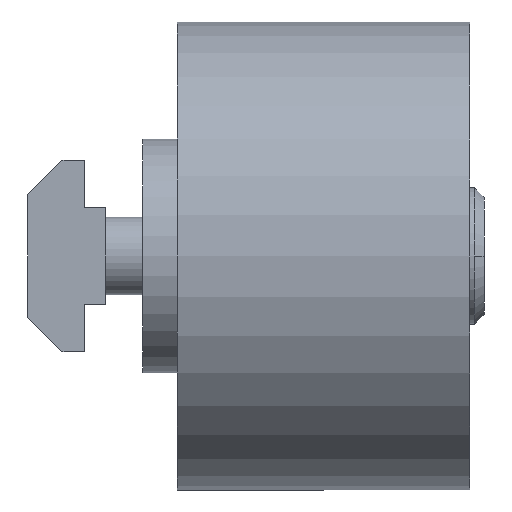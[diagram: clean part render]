
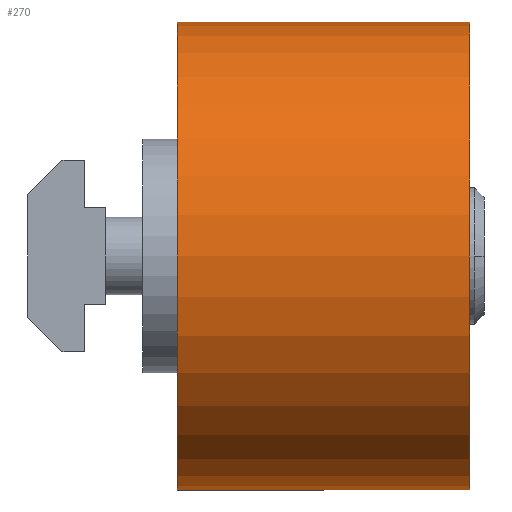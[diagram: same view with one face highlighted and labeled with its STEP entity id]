
A CAD part, left-side view. The second image highlights one B-rep face of the part: STEP entity #270.
In plain terms, the highlighted cylindrical face has radius 24 mm (diameter 48 mm), a partial arc.
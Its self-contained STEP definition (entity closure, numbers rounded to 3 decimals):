
#83 = CARTESIAN_POINT ( 'NONE',  ( 0., -35.175, 24. ) ) ;
#94 = EDGE_CURVE ( 'NONE', #3984, #3961, #4025, .T. ) ;
#270 = ADVANCED_FACE ( 'NONE', ( #5014 ), #2403, .T. ) ;
#489 = AXIS2_PLACEMENT_3D ( 'NONE', #3196, #2714, #5480 ) ;
#536 = LINE ( 'NONE', #83, #3179 ) ;
#838 = ORIENTED_EDGE ( 'NONE', *, *, #4334, .F. ) ;
#949 = EDGE_CURVE ( 'NONE', #3961, #3342, #2740, .T. ) ;
#1121 = AXIS2_PLACEMENT_3D ( 'NONE', #4410, #4446, #5806 ) ;
#1330 = VERTEX_POINT ( 'NONE', #5489 ) ;
#1477 = DIRECTION ( 'NONE',  ( 0., 1., 0. ) ) ;
#1693 = CARTESIAN_POINT ( 'NONE',  ( 0., -3.5, -24. ) ) ;
#1762 = CARTESIAN_POINT ( 'NONE',  ( 0., -33.5, -24. ) ) ;
#1957 = CARTESIAN_POINT ( 'NONE',  ( 0., -35.175, -24. ) ) ;
#2366 = DIRECTION ( 'NONE',  ( 0., 1., 0. ) ) ;
#2403 = CYLINDRICAL_SURFACE ( 'NONE', #4389, 24. ) ;
#2422 = EDGE_CURVE ( 'NONE', #3984, #1330, #536, .T. ) ;
#2471 = ORIENTED_EDGE ( 'NONE', *, *, #94, .F. ) ;
#2712 = ORIENTED_EDGE ( 'NONE', *, *, #2422, .T. ) ;
#2714 = DIRECTION ( 'NONE',  ( 0., -1., 0. ) ) ;
#2740 = LINE ( 'NONE', #1957, #3715 ) ;
#2862 = CARTESIAN_POINT ( 'NONE',  ( 0., -35.175, 0. ) ) ;
#3179 = VECTOR ( 'NONE', #2366, 1000. ) ;
#3196 = CARTESIAN_POINT ( 'NONE',  ( 0., -33.5, 0. ) ) ;
#3335 = DIRECTION ( 'NONE',  ( 0., 0., -1. ) ) ;
#3342 = VERTEX_POINT ( 'NONE', #1693 ) ;
#3589 = CIRCLE ( 'NONE', #1121, 24. ) ;
#3715 = VECTOR ( 'NONE', #1477, 1000. ) ;
#3961 = VERTEX_POINT ( 'NONE', #1762 ) ;
#3984 = VERTEX_POINT ( 'NONE', #4050 ) ;
#4025 = CIRCLE ( 'NONE', #489, 24. ) ;
#4050 = CARTESIAN_POINT ( 'NONE',  ( 0., -33.5, 24. ) ) ;
#4334 = EDGE_CURVE ( 'NONE', #3342, #1330, #3589, .T. ) ;
#4389 = AXIS2_PLACEMENT_3D ( 'NONE', #2862, #4677, #3335 ) ;
#4410 = CARTESIAN_POINT ( 'NONE',  ( 0., -3.5, 0. ) ) ;
#4446 = DIRECTION ( 'NONE',  ( 0., 1., 0. ) ) ;
#4491 = ORIENTED_EDGE ( 'NONE', *, *, #949, .F. ) ;
#4677 = DIRECTION ( 'NONE',  ( 0., 1., 0. ) ) ;
#4723 = EDGE_LOOP ( 'NONE', ( #2471, #2712, #838, #4491 ) ) ;
#5014 = FACE_OUTER_BOUND ( 'NONE', #4723, .T. ) ;
#5480 = DIRECTION ( 'NONE',  ( 0., 0., -1. ) ) ;
#5489 = CARTESIAN_POINT ( 'NONE',  ( 0., -3.5, 24. ) ) ;
#5806 = DIRECTION ( 'NONE',  ( 0., 0., -1. ) ) ;
